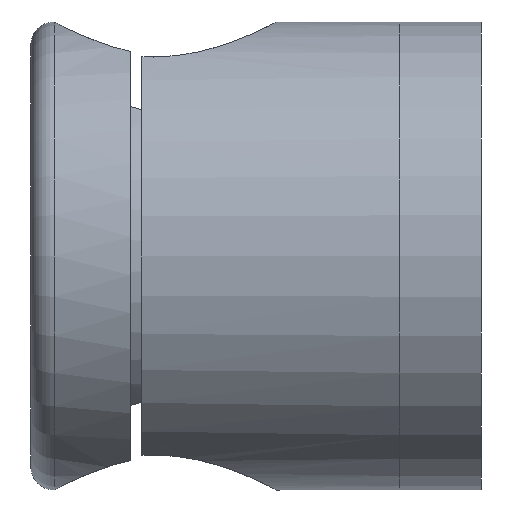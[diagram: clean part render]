
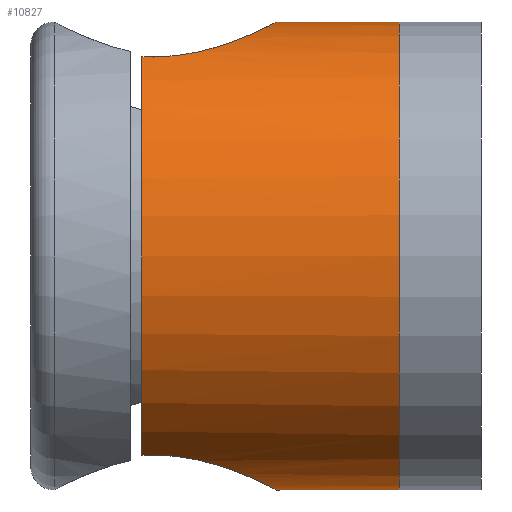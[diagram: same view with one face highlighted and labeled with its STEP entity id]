
A CAD part, left-side view. The second image highlights one B-rep face of the part: STEP entity #10827.
In plain terms, the highlighted cylindrical face has radius 20 mm (diameter 40 mm), a partial arc.
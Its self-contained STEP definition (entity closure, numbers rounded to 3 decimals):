
#55 = CARTESIAN_POINT ( 'NONE',  ( 1.394, 11.43, -19.963 ) ) ;
#110 = CARTESIAN_POINT ( 'NONE',  ( 6.417, 9.318, -18.945 ) ) ;
#169 = CARTESIAN_POINT ( 'NONE',  ( 8.319, 7.415, -18.189 ) ) ;
#190 = CARTESIAN_POINT ( 'NONE',  ( 10.5, 0., 17.022 ) ) ;
#362 = VECTOR ( 'NONE', #4097, 1000. ) ;
#430 = VERTEX_POINT ( 'NONE', #10027 ) ;
#539 = DIRECTION ( 'NONE',  ( 0., 1., 0. ) ) ;
#699 = CARTESIAN_POINT ( 'NONE',  ( 1.747, 11.359, 19.926 ) ) ;
#814 = CARTESIAN_POINT ( 'NONE',  ( 1.403, 11.412, 19.954 ) ) ;
#941 = CARTESIAN_POINT ( 'NONE',  ( 4.708, 10.411, 19.449 ) ) ;
#946 = CARTESIAN_POINT ( 'NONE',  ( 0., 22., 0. ) ) ;
#1008 = DIRECTION ( 'NONE',  ( 0., 1., 0. ) ) ;
#1386 = CARTESIAN_POINT ( 'NONE',  ( 7.189, 8.661, -18.665 ) ) ;
#1408 = CARTESIAN_POINT ( 'NONE',  ( 0., 22., -20. ) ) ;
#1566 = CARTESIAN_POINT ( 'NONE',  ( 5.294, 10.093, -19.296 ) ) ;
#1570 = VECTOR ( 'NONE', #13243, 1000. ) ;
#1621 = CARTESIAN_POINT ( 'NONE',  ( 2.758, 11.137, -19.812 ) ) ;
#2110 = AXIS2_PLACEMENT_3D ( 'NONE', #15823, #539, #3293 ) ;
#2219 = CARTESIAN_POINT ( 'NONE',  ( 2.763, 11.136, 19.811 ) ) ;
#2277 = CARTESIAN_POINT ( 'NONE',  ( 8.336, 7.42, 18.185 ) ) ;
#2278 = DIRECTION ( 'NONE',  ( 0., -1., 0. ) ) ;
#2415 = CARTESIAN_POINT ( 'NONE',  ( 10.5, 1.708, 17.022 ) ) ;
#2849 = CARTESIAN_POINT ( 'NONE',  ( 6.141, 9.523, -19.036 ) ) ;
#3063 = EDGE_CURVE ( 'NONE', #11760, #10471, #14538, .T. ) ;
#3293 = DIRECTION ( 'NONE',  ( 0., 0., 1. ) ) ;
#3450 = CARTESIAN_POINT ( 'NONE',  ( 2.427, 11.222, 19.855 ) ) ;
#3505 = CARTESIAN_POINT ( 'NONE',  ( 10.5, 1., 17.022 ) ) ;
#3568 = CARTESIAN_POINT ( 'NONE',  ( 0., 11.5, 20. ) ) ;
#3596 = ORIENTED_EDGE ( 'NONE', *, *, #3063, .T. ) ;
#3658 = VERTEX_POINT ( 'NONE', #15699 ) ;
#3681 = CARTESIAN_POINT ( 'NONE',  ( 0., 22., 20. ) ) ;
#3686 = CARTESIAN_POINT ( 'NONE',  ( 7.909, 7.939, 18.377 ) ) ;
#4097 = DIRECTION ( 'NONE',  ( 0., -1., 0. ) ) ;
#4133 = CARTESIAN_POINT ( 'NONE',  ( 10.137, 3.758, -17.241 ) ) ;
#4354 = CARTESIAN_POINT ( 'NONE',  ( 4.697, 10.416, -19.451 ) ) ;
#4667 = CIRCLE ( 'NONE', #2110, 20. ) ;
#4760 = VERTEX_POINT ( 'NONE', #16768 ) ;
#4896 = B_SPLINE_CURVE_WITH_KNOTS ( 'NONE', 3,
 ( #14035, #16736, #5684, #5744, #4133, #12659, #9935, #8466, #16795, #9694, #169, #11091, #13800, #1386, #9866, #110, #2849, #1566, #4354, #12480, #15377, #1621, #15151, #55, #7075, #5503 ),
 .UNSPECIFIED., .F., .F.,
 ( 4, 2, 2, 2, 2, 2, 2, 2, 2, 2, 2, 2, 4 ),
 ( 0., 0.002, 0.003, 0.004, 0.006, 0.007, 0.008, 0.009, 0.01, 0.013, 0.014, 0.015, 0.017 ),
 .UNSPECIFIED. ) ;
#5012 = CARTESIAN_POINT ( 'NONE',  ( 0.705, 11.482, 19.991 ) ) ;
#5129 = CARTESIAN_POINT ( 'NONE',  ( 0., 22., 0. ) ) ;
#5277 = ORIENTED_EDGE ( 'NONE', *, *, #10920, .F. ) ;
#5503 = CARTESIAN_POINT ( 'NONE',  ( 0., 11.5, -20. ) ) ;
#5520 = LINE ( 'NONE', #6848, #16105 ) ;
#5684 = CARTESIAN_POINT ( 'NONE',  ( 10.429, 2.402, -17.066 ) ) ;
#5723 = CARTESIAN_POINT ( 'NONE',  ( 10.5, 22., 17.022 ) ) ;
#5744 = CARTESIAN_POINT ( 'NONE',  ( 10.223, 3.422, -17.19 ) ) ;
#6137 = LINE ( 'NONE', #3681, #1570 ) ;
#6138 = EDGE_CURVE ( 'NONE', #3658, #4760, #15928, .T. ) ;
#6536 = CARTESIAN_POINT ( 'NONE',  ( 9.929, 4.432, 17.362 ) ) ;
#6542 = DIRECTION ( 'NONE',  ( 0., 0., 1. ) ) ;
#6634 = ORIENTED_EDGE ( 'NONE', *, *, #7958, .T. ) ;
#6848 = CARTESIAN_POINT ( 'NONE',  ( 10.5, 22., -17.022 ) ) ;
#7075 = CARTESIAN_POINT ( 'NONE',  ( 0.702, 11.5, -20. ) ) ;
#7176 = DIRECTION ( 'NONE',  ( 0., -1., 0. ) ) ;
#7642 = EDGE_CURVE ( 'NONE', #11242, #8639, #4667, .T. ) ;
#7742 = ORIENTED_EDGE ( 'NONE', *, *, #6138, .F. ) ;
#7908 = CARTESIAN_POINT ( 'NONE',  ( 10.22, 3.432, 17.192 ) ) ;
#7958 = EDGE_CURVE ( 'NONE', #8639, #430, #5520, .T. ) ;
#8089 = CARTESIAN_POINT ( 'NONE',  ( 9.812, 4.753, 17.428 ) ) ;
#8466 = CARTESIAN_POINT ( 'NONE',  ( 9.416, 5.697, -17.648 ) ) ;
#8639 = VERTEX_POINT ( 'NONE', #17304 ) ;
#8721 = ORIENTED_EDGE ( 'NONE', *, *, #17484, .T. ) ;
#9250 = AXIS2_PLACEMENT_3D ( 'NONE', #946, #1008, #6542 ) ;
#9327 = CARTESIAN_POINT ( 'NONE',  ( 10.429, 2.404, 17.066 ) ) ;
#9694 = CARTESIAN_POINT ( 'NONE',  ( 8.523, 7.142, -18.094 ) ) ;
#9698 = VERTEX_POINT ( 'NONE', #10745 ) ;
#9866 = CARTESIAN_POINT ( 'NONE',  ( 6.94, 8.887, -18.76 ) ) ;
#9935 = CARTESIAN_POINT ( 'NONE',  ( 9.814, 4.75, -17.427 ) ) ;
#10027 = CARTESIAN_POINT ( 'NONE',  ( 10.5, 1., -17.022 ) ) ;
#10393 = CARTESIAN_POINT ( 'NONE',  ( 6.426, 9.311, 18.942 ) ) ;
#10471 = VERTEX_POINT ( 'NONE', #3505 ) ;
#10575 = CARTESIAN_POINT ( 'NONE',  ( 7.197, 8.652, 18.662 ) ) ;
#10604 = ORIENTED_EDGE ( 'NONE', *, *, #11488, .T. ) ;
#10745 = CARTESIAN_POINT ( 'NONE',  ( 0., 22., 20. ) ) ;
#10827 = ADVANCED_FACE ( 'NONE', ( #16935 ), #11114, .T. ) ;
#10920 = EDGE_CURVE ( 'NONE', #9698, #3658, #14340, .T. ) ;
#10946 = DIRECTION ( 'NONE',  ( 0., 0., -1. ) ) ;
#11091 = CARTESIAN_POINT ( 'NONE',  ( 7.89, 7.936, -18.379 ) ) ;
#11114 = CYLINDRICAL_SURFACE ( 'NONE', #14109, 20. ) ;
#11242 = VERTEX_POINT ( 'NONE', #190 ) ;
#11488 = EDGE_CURVE ( 'NONE', #430, #4760, #4896, .T. ) ;
#11579 = ORIENTED_EDGE ( 'NONE', *, *, #7642, .T. ) ;
#11760 = VERTEX_POINT ( 'NONE', #3568 ) ;
#11805 = CARTESIAN_POINT ( 'NONE',  ( 5.306, 10.086, 19.292 ) ) ;
#11928 = CARTESIAN_POINT ( 'NONE',  ( 6.949, 8.879, 18.756 ) ) ;
#11990 = CARTESIAN_POINT ( 'NONE',  ( 9.097, 6.288, 17.817 ) ) ;
#12276 = CARTESIAN_POINT ( 'NONE',  ( 9.418, 5.693, 17.647 ) ) ;
#12480 = CARTESIAN_POINT ( 'NONE',  ( 3.749, 10.814, -19.648 ) ) ;
#12659 = CARTESIAN_POINT ( 'NONE',  ( 9.932, 4.424, -17.36 ) ) ;
#13128 = CARTESIAN_POINT ( 'NONE',  ( 6.152, 9.516, 19.033 ) ) ;
#13243 = DIRECTION ( 'NONE',  ( 0., -1., 0. ) ) ;
#13800 = CARTESIAN_POINT ( 'NONE',  ( 7.664, 8.185, -18.475 ) ) ;
#13911 = DIRECTION ( 'NONE',  ( 0., 1., 0. ) ) ;
#14035 = CARTESIAN_POINT ( 'NONE',  ( 10.5, 1., -17.022 ) ) ;
#14097 = LINE ( 'NONE', #5723, #14514 ) ;
#14109 = AXIS2_PLACEMENT_3D ( 'NONE', #5129, #2278, #10946 ) ;
#14321 = EDGE_LOOP ( 'NONE', ( #5277, #14729, #3596, #8721, #11579, #6634, #10604, #7742 ) ) ;
#14340 = CIRCLE ( 'NONE', #9250, 20. ) ;
#14514 = VECTOR ( 'NONE', #7176, 1000. ) ;
#14538 = B_SPLINE_CURVE_WITH_KNOTS ( 'NONE', 3,
 ( #15988, #17509, #5012, #814, #699, #3450, #2219, #14668, #17265, #941, #11805, #13128, #10393, #11928, #10575, #3686, #2277, #11990, #12276, #8089, #6536, #16167, #7908, #9327, #2415, #17628 ),
 .UNSPECIFIED., .F., .F.,
 ( 4, 2, 2, 2, 2, 2, 2, 2, 2, 2, 2, 2, 4 ),
 ( 0.017, 0.018, 0.019, 0.02, 0.021, 0.023, 0.024, 0.025, 0.027, 0.029, 0.03, 0.031, 0.033 ),
 .UNSPECIFIED. ) ;
#14668 = CARTESIAN_POINT ( 'NONE',  ( 3.425, 10.932, 19.707 ) ) ;
#14729 = ORIENTED_EDGE ( 'NONE', *, *, #15583, .T. ) ;
#15151 = CARTESIAN_POINT ( 'NONE',  ( 2.417, 11.224, -19.856 ) ) ;
#15377 = CARTESIAN_POINT ( 'NONE',  ( 3.425, 10.932, -19.707 ) ) ;
#15583 = EDGE_CURVE ( 'NONE', #9698, #11760, #6137, .T. ) ;
#15699 = CARTESIAN_POINT ( 'NONE',  ( 0., 22., -20. ) ) ;
#15823 = CARTESIAN_POINT ( 'NONE',  ( 0., 0., 0. ) ) ;
#15928 = LINE ( 'NONE', #1408, #362 ) ;
#15988 = CARTESIAN_POINT ( 'NONE',  ( 0., 11.5, 20. ) ) ;
#16105 = VECTOR ( 'NONE', #13911, 1000. ) ;
#16167 = CARTESIAN_POINT ( 'NONE',  ( 10.133, 3.773, 17.243 ) ) ;
#16736 = CARTESIAN_POINT ( 'NONE',  ( 10.5, 1.709, -17.022 ) ) ;
#16768 = CARTESIAN_POINT ( 'NONE',  ( 0., 11.5, -20. ) ) ;
#16795 = CARTESIAN_POINT ( 'NONE',  ( 9.093, 6.295, -17.818 ) ) ;
#16935 = FACE_OUTER_BOUND ( 'NONE', #14321, .T. ) ;
#17265 = CARTESIAN_POINT ( 'NONE',  ( 3.754, 10.812, 19.647 ) ) ;
#17304 = CARTESIAN_POINT ( 'NONE',  ( 10.5, 0., -17.022 ) ) ;
#17484 = EDGE_CURVE ( 'NONE', #10471, #11242, #14097, .T. ) ;
#17509 = CARTESIAN_POINT ( 'NONE',  ( 0.35, 11.5, 20. ) ) ;
#17628 = CARTESIAN_POINT ( 'NONE',  ( 10.5, 1., 17.022 ) ) ;
